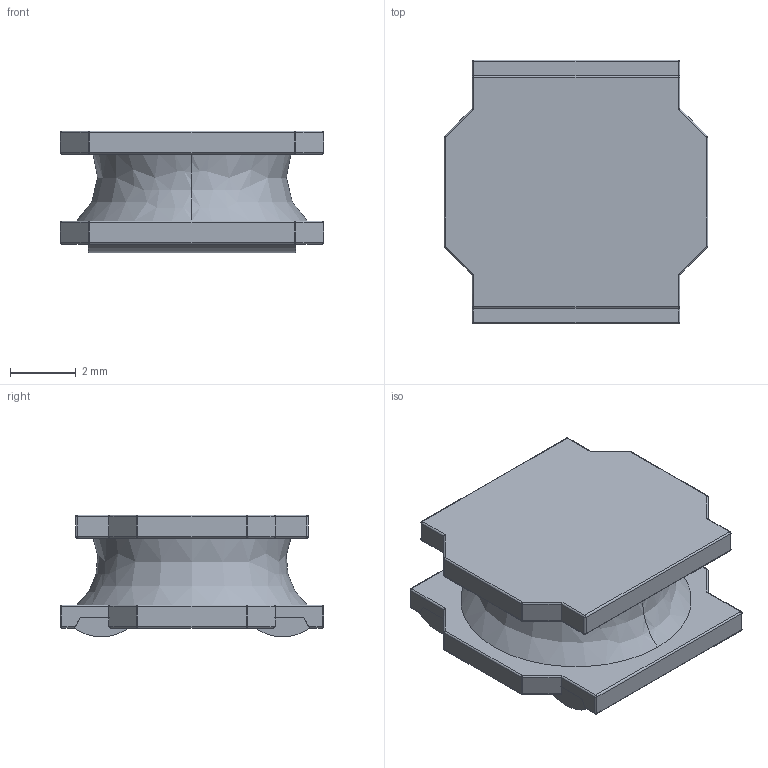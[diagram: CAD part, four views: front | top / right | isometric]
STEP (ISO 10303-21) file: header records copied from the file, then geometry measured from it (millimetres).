
FILE_DESCRIPTION(('FreeCAD Model'),'2;1');
FILE_NAME('Inductor_Bourns_SRN8040TA005_cp.step','2020-11-06T17:44:14',( 'kicad StepUp'),('ksu MCAD'),'Open CASCADE STEP processor 7.3', 'FreeCAD','Unknown');
FILE_SCHEMA(('AUTOMOTIVE_DESIGN { 1 0 10303 214 1 1 1 1 }'));
Length unit declared in the file: millimetre
Products named in the file (1): Inductor_Bourns_SRN8040TA005_cp
Bounding box: 8 x 8 x 3.7 mm (x, y, z)
Volume: 138 mm3; surface area: 420 mm2
Topology: 5 solids, 5 shells, 152 faces, 346 edges, 172 vertices
Faces by surface type: cylinder 66, plane 52, bspline 34
Entity records: 5391 total; most frequent: CARTESIAN_POINT 1269, DIRECTION 638, ORIENTED_EDGE 628, EDGE_CURVE 314, AXIS2_PLACEMENT_3D 225, LINE 188, VECTOR 188, VERTEX_POINT 172
